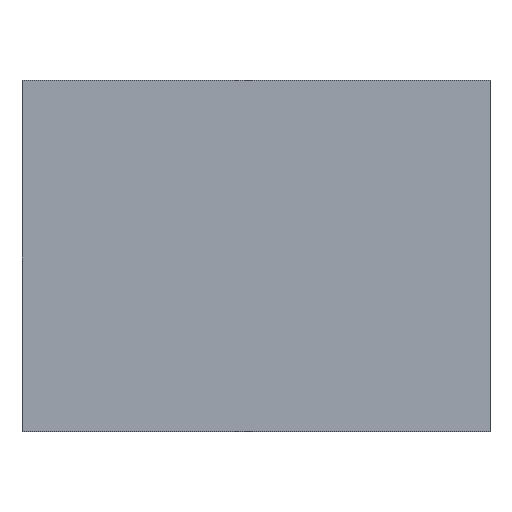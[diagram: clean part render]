
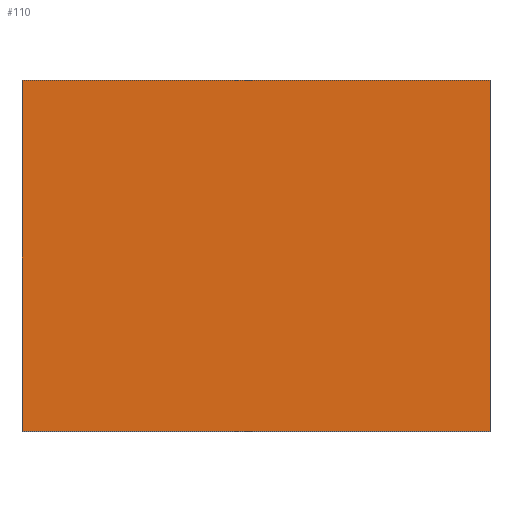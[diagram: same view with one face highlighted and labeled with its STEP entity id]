
A CAD part, top view. The second image highlights one B-rep face of the part: STEP entity #110.
In plain terms, the highlighted planar face has unit normal (0, 0, 1).
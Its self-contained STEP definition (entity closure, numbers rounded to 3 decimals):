
#24=DIRECTION('',(1.,0.,0.));
#31=CARTESIAN_POINT('',(0.,0.,20.));
#32=CARTESIAN_POINT('',(2000.,0.,20.));
#33=CARTESIAN_POINT('',(2000.,1500.,20.));
#34=CARTESIAN_POINT('',(0.,1500.,20.));
#39=VERTEX_POINT('',#31);
#40=VERTEX_POINT('',#32);
#41=VERTEX_POINT('',#33);
#42=VERTEX_POINT('',#34);
#59=DIRECTION('',(1.,0.,0.));
#60=VECTOR('',#59,1.0);
#61=LINE('',#31,#60);
#62=EDGE_CURVE('',#39,#40,#61,.T.);
#63=DIRECTION('',(0.,1.,0.));
#64=VECTOR('',#63,1.0);
#65=LINE('',#32,#64);
#66=EDGE_CURVE('',#40,#41,#65,.T.);
#67=DIRECTION('',(-1.,0.,0.));
#68=VECTOR('',#67,1.0);
#69=LINE('',#33,#68);
#70=EDGE_CURVE('',#41,#42,#69,.T.);
#71=DIRECTION('',(0.,-1.,0.));
#72=VECTOR('',#71,1.0);
#73=LINE('',#34,#72);
#74=EDGE_CURVE('',#42,#39,#73,.T.);
#101=ORIENTED_EDGE('',*,*,#62,.T.);
#102=ORIENTED_EDGE('',*,*,#66,.T.);
#103=ORIENTED_EDGE('',*,*,#70,.T.);
#104=ORIENTED_EDGE('',*,*,#74,.T.);
#105=EDGE_LOOP('',(#101,#102,#103,#104));
#106=FACE_OUTER_BOUND('',#105,.T.);
#107=DIRECTION('',(0.,0.,1.));
#108=AXIS2_PLACEMENT_3D('',#31,#107,#24);
#109=PLANE('',#108);
#110=ADVANCED_FACE('',(#106),#109,.T.);
